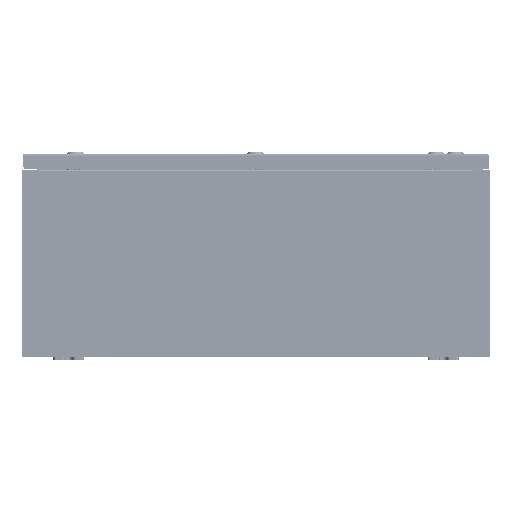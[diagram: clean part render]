
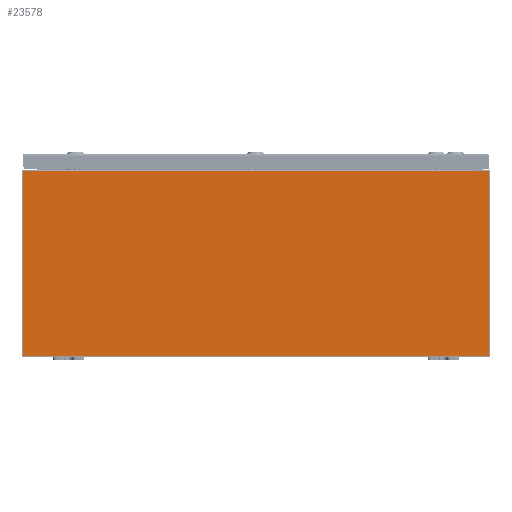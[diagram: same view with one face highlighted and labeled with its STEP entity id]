
A CAD part, front view. The second image highlights one B-rep face of the part: STEP entity #23578.
In plain terms, the highlighted face is planar.
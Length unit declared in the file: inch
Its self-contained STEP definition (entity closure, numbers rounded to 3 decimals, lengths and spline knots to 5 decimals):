
#28 = CARTESIAN_POINT ( 'NONE',  ( -13.8872, 0., 5.9123 ) ) ;
#879 = DIRECTION ( 'NONE',  ( 0., 1., 0. ) ) ;
#2224 = ORIENTED_EDGE ( 'NONE', *, *, #65357, .T. ) ;
#2733 = DIRECTION ( 'NONE',  ( 1., 0., 0. ) ) ;
#2950 = CIRCLE ( 'NONE', #51656, 0.01867 ) ;
#3342 = PLANE ( 'NONE',  #19172 ) ;
#3374 = EDGE_CURVE ( 'NONE', #16425, #35108, #38758, .T. ) ;
#3993 = DIRECTION ( 'NONE',  ( 0., 0., -1. ) ) ;
#4186 = CARTESIAN_POINT ( 'NONE',  ( -14.9253, 0., 5.9253 ) ) ;
#4577 = EDGE_CURVE ( 'NONE', #39060, #24229, #25067, .T. ) ;
#4780 = DIRECTION ( 'NONE',  ( -1., 0., 0. ) ) ;
#5330 = CARTESIAN_POINT ( 'NONE',  ( 13.92455, 0., 0. ) ) ;
#8180 = CARTESIAN_POINT ( 'NONE',  ( 13.8872, 0., 0. ) ) ;
#8469 = DIRECTION ( 'NONE',  ( 0., -1., 0. ) ) ;
#8505 = VERTEX_POINT ( 'NONE', #38916 ) ;
#11151 = CARTESIAN_POINT ( 'NONE',  ( -13.8872, 0., 5.9123 ) ) ;
#11476 = EDGE_CURVE ( 'NONE', #43582, #16133, #28575, .T. ) ;
#13273 = DIRECTION ( 'NONE',  ( 0., 0., 1. ) ) ;
#13732 = LINE ( 'NONE', #65776, #51216 ) ;
#14083 = CARTESIAN_POINT ( 'NONE',  ( 13.92455, 0., 5.9253 ) ) ;
#16133 = VERTEX_POINT ( 'NONE', #57998 ) ;
#16425 = VERTEX_POINT ( 'NONE', #20689 ) ;
#17187 = DIRECTION ( 'NONE',  ( 0., 1., 0. ) ) ;
#18096 = VECTOR ( 'NONE', #41764, 39.37008 ) ;
#19150 = LINE ( 'NONE', #8180, #23936 ) ;
#19172 = AXIS2_PLACEMENT_3D ( 'NONE', #23570, #8469, #44058 ) ;
#20689 = CARTESIAN_POINT ( 'NONE',  ( 14.9253, 0., 5.9253 ) ) ;
#20694 = CARTESIAN_POINT ( 'NONE',  ( -13.92455, 0., 5.87495 ) ) ;
#21255 = DIRECTION ( 'NONE',  ( 0., 0., -1. ) ) ;
#22441 = ORIENTED_EDGE ( 'NONE', *, *, #38579, .T. ) ;
#23367 = CARTESIAN_POINT ( 'NONE',  ( -13.8872, 0., 5.87495 ) ) ;
#23570 = CARTESIAN_POINT ( 'NONE',  ( 0., 0., 0. ) ) ;
#23578 = ADVANCED_FACE ( 'NONE', ( #57276 ), #3342, .F. ) ;
#23795 = CARTESIAN_POINT ( 'NONE',  ( 13.8872, 0., 5.9123 ) ) ;
#23936 = VECTOR ( 'NONE', #13273, 39.37008 ) ;
#24229 = VERTEX_POINT ( 'NONE', #23367 ) ;
#24259 = VERTEX_POINT ( 'NONE', #23795 ) ;
#25067 = LINE ( 'NONE', #44708, #32222 ) ;
#25252 = CARTESIAN_POINT ( 'NONE',  ( -13.92455, 0., 5.9253 ) ) ;
#25451 = EDGE_CURVE ( 'NONE', #64755, #33447, #45198, .T. ) ;
#26042 = ORIENTED_EDGE ( 'NONE', *, *, #50358, .T. ) ;
#28575 = CIRCLE ( 'NONE', #41780, 0.01867 ) ;
#29325 = EDGE_LOOP ( 'NONE', ( #43709, #40601, #36856, #26042, #59930, #41373, #33108, #2224, #32431, #22441, #47019, #33648 ) ) ;
#31331 = CARTESIAN_POINT ( 'NONE',  ( -13.90588, 0., 5.87495 ) ) ;
#31460 = EDGE_CURVE ( 'NONE', #38321, #8505, #36406, .T. ) ;
#32222 = VECTOR ( 'NONE', #3993, 39.37008 ) ;
#32431 = ORIENTED_EDGE ( 'NONE', *, *, #3374, .T. ) ;
#32576 = VERTEX_POINT ( 'NONE', #14083 ) ;
#33108 = ORIENTED_EDGE ( 'NONE', *, *, #64094, .F. ) ;
#33447 = VERTEX_POINT ( 'NONE', #25252 ) ;
#33648 = ORIENTED_EDGE ( 'NONE', *, *, #50010, .T. ) ;
#34652 = DIRECTION ( 'NONE',  ( 1., 0., 0. ) ) ;
#35108 = VERTEX_POINT ( 'NONE', #63685 ) ;
#36406 = LINE ( 'NONE', #65581, #48371 ) ;
#36459 = DIRECTION ( 'NONE',  ( 0., 0., -1. ) ) ;
#36856 = ORIENTED_EDGE ( 'NONE', *, *, #4577, .F. ) ;
#37623 = LINE ( 'NONE', #11151, #51198 ) ;
#38321 = VERTEX_POINT ( 'NONE', #42537 ) ;
#38579 = EDGE_CURVE ( 'NONE', #35108, #38321, #13732, .T. ) ;
#38758 = LINE ( 'NONE', #46624, #53935 ) ;
#38916 = CARTESIAN_POINT ( 'NONE',  ( -14.9253, 0., 5.9253 ) ) ;
#39060 = VERTEX_POINT ( 'NONE', #28 ) ;
#40180 = DIRECTION ( 'NONE',  ( 0., 0., 1. ) ) ;
#40601 = ORIENTED_EDGE ( 'NONE', *, *, #64178, .F. ) ;
#40903 = DIRECTION ( 'NONE',  ( 0., 0., -1. ) ) ;
#41373 = ORIENTED_EDGE ( 'NONE', *, *, #11476, .F. ) ;
#41621 = DIRECTION ( 'NONE',  ( 1., 0., 0. ) ) ;
#41764 = DIRECTION ( 'NONE',  ( 0., 0., 1. ) ) ;
#41780 = AXIS2_PLACEMENT_3D ( 'NONE', #47701, #17187, #52842 ) ;
#42537 = CARTESIAN_POINT ( 'NONE',  ( -14.9253, 0., -5.9253 ) ) ;
#43582 = VERTEX_POINT ( 'NONE', #65457 ) ;
#43709 = ORIENTED_EDGE ( 'NONE', *, *, #25451, .F. ) ;
#44058 = DIRECTION ( 'NONE',  ( 0., 0., -1. ) ) ;
#44708 = CARTESIAN_POINT ( 'NONE',  ( -13.8872, 0., 0. ) ) ;
#45198 = LINE ( 'NONE', #62075, #18096 ) ;
#46624 = CARTESIAN_POINT ( 'NONE',  ( 14.9253, 0., 5.9253 ) ) ;
#47019 = ORIENTED_EDGE ( 'NONE', *, *, #31460, .T. ) ;
#47215 = VECTOR ( 'NONE', #2733, 39.37008 ) ;
#47701 = CARTESIAN_POINT ( 'NONE',  ( 13.90588, 0., 5.87495 ) ) ;
#48371 = VECTOR ( 'NONE', #40180, 39.37008 ) ;
#48810 = LINE ( 'NONE', #63718, #47215 ) ;
#50010 = EDGE_CURVE ( 'NONE', #8505, #33447, #48810, .T. ) ;
#50358 = EDGE_CURVE ( 'NONE', #39060, #24259, #37623, .T. ) ;
#51198 = VECTOR ( 'NONE', #41621, 39.37008 ) ;
#51216 = VECTOR ( 'NONE', #4780, 39.37008 ) ;
#51656 = AXIS2_PLACEMENT_3D ( 'NONE', #31331, #879, #36459 ) ;
#52358 = EDGE_CURVE ( 'NONE', #16133, #24259, #19150, .T. ) ;
#52842 = DIRECTION ( 'NONE',  ( 0., 0., -1. ) ) ;
#53935 = VECTOR ( 'NONE', #21255, 39.37008 ) ;
#55516 = VECTOR ( 'NONE', #40903, 39.37008 ) ;
#57112 = LINE ( 'NONE', #5330, #55516 ) ;
#57276 = FACE_OUTER_BOUND ( 'NONE', #29325, .T. ) ;
#57998 = CARTESIAN_POINT ( 'NONE',  ( 13.8872, 0., 5.87495 ) ) ;
#59930 = ORIENTED_EDGE ( 'NONE', *, *, #52358, .F. ) ;
#62075 = CARTESIAN_POINT ( 'NONE',  ( -13.92455, 0., 0. ) ) ;
#62626 = VECTOR ( 'NONE', #34652, 39.37008 ) ;
#63685 = CARTESIAN_POINT ( 'NONE',  ( 14.9253, 0., -5.9253 ) ) ;
#63718 = CARTESIAN_POINT ( 'NONE',  ( -14.9253, 0., 5.9253 ) ) ;
#64094 = EDGE_CURVE ( 'NONE', #32576, #43582, #57112, .T. ) ;
#64178 = EDGE_CURVE ( 'NONE', #24229, #64755, #2950, .T. ) ;
#64196 = LINE ( 'NONE', #4186, #62626 ) ;
#64755 = VERTEX_POINT ( 'NONE', #20694 ) ;
#65357 = EDGE_CURVE ( 'NONE', #32576, #16425, #64196, .T. ) ;
#65457 = CARTESIAN_POINT ( 'NONE',  ( 13.92455, 0., 5.87495 ) ) ;
#65581 = CARTESIAN_POINT ( 'NONE',  ( -14.9253, 0., 5.9253 ) ) ;
#65776 = CARTESIAN_POINT ( 'NONE',  ( -14.9253, 0., -5.9253 ) ) ;
